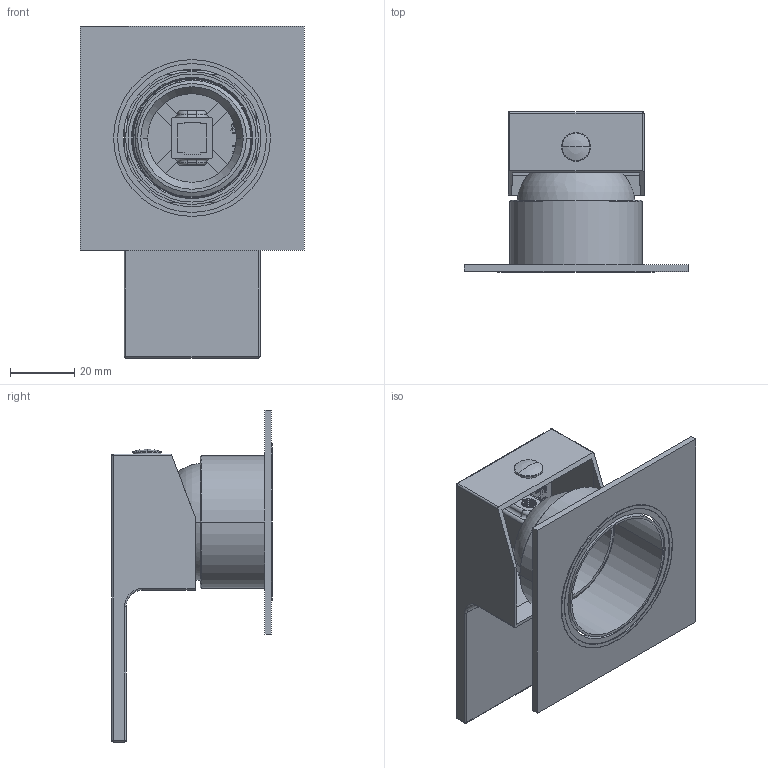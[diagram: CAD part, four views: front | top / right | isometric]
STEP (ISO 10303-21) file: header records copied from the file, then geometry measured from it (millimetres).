
FILE_DESCRIPTION((''),'2;1');
FILE_NAME('AQDR246E001','2023-05-08T11:28:24',('michelaferrini'),(''),'CREO PARAMETRIC BY PTC INC, 2022164','CREO PARAMETRIC BY PTC INC, 2022164','');
FILE_SCHEMA(('CONFIG_CONTROL_DESIGN'));
Length unit declared in the file: millimetre
Products named in the file (8): SINMAC0010_AF1; AOTT230C001; AOTT608C002_AF0; AOTT230W001_AF0; SCCMAC0011; AQDR005C002; SPLMAC0001; AQDR246E001
Assembly tree (7 placements, depth 3):
  AQDR246E001
    SINMAC0010_AF1
    AOTT230W001_AF0
      AOTT230C001
      AOTT608C002_AF0
    SCCMAC0011
    AQDR005C002
    SPLMAC0001
Bounding box: 70 x 50.11 x 103.75 mm (x, y, z)
Volume: 31467.5 mm3; surface area: 34837.5 mm2
Topology: 6 solids, 6 shells, 275 faces, 690 edges, 427 vertices
Faces by surface type: plane 112, cylinder 77, bspline 24, cone 19, torus 16, extrusion 15, sphere 12
Entity records: 11013 total; most frequent: CARTESIAN_POINT 4494, ORIENTED_EDGE 1364, DIRECTION 1253, EDGE_CURVE 682, AXIS2_PLACEMENT_3D 439, VERTEX_POINT 427, VECTOR 375, LINE 360
